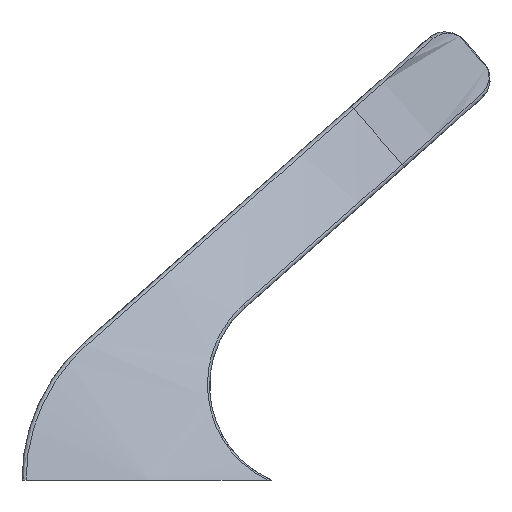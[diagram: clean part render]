
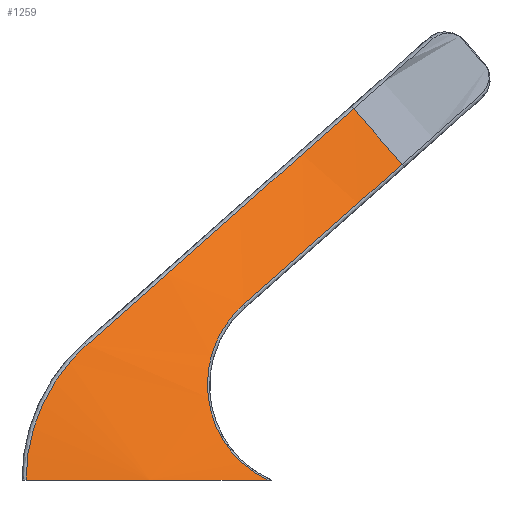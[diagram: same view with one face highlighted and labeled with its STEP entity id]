
A CAD part, left-side view. The second image highlights one B-rep face of the part: STEP entity #1259.
In plain terms, the highlighted cylindrical face has radius 45.822 mm (diameter 91.644 mm), a partial arc.
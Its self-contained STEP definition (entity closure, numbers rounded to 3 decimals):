
#92 = CARTESIAN_POINT ( 'NONE',  ( -185.776, 3.531, 3.861 ) ) ;
#102 = CARTESIAN_POINT ( 'NONE',  ( -168., -7.615, 18.46 ) ) ;
#128 = CARTESIAN_POINT ( 'NONE',  ( -189.663, 14.258, 1.544 ) ) ;
#135 = CARTESIAN_POINT ( 'NONE',  ( -189.89, 14.364, 0.389 ) ) ;
#167 = CARTESIAN_POINT ( 'NONE',  ( -145.534, 22.294, -8.005 ) ) ;
#184 = ORIENTED_EDGE ( 'NONE', *, *, #958, .T. ) ;
#212 = CARTESIAN_POINT ( 'NONE',  ( -188.748, 13.236, 4.762 ) ) ;
#232 = CARTESIAN_POINT ( 'NONE',  ( -187.798, 11.825, 6.904 ) ) ;
#264 = LINE ( 'NONE', #1399, #933 ) ;
#327 = ORIENTED_EDGE ( 'NONE', *, *, #566, .T. ) ;
#341 = CARTESIAN_POINT ( 'NONE',  ( -145.534, 10.608, -21.212 ) ) ;
#348 = VERTEX_POINT ( 'NONE', #1464 ) ;
#411 = CARTESIAN_POINT ( 'NONE',  ( -189.955, 14.363, 0. ) ) ;
#426 = DIRECTION ( 'NONE',  ( 0., 0.663, 0.749 ) ) ;
#467 = CARTESIAN_POINT ( 'NONE',  ( -186.095, 2.408, 1.692 ) ) ;
#474 = CARTESIAN_POINT ( 'NONE',  ( -185.84, 0.272, 0. ) ) ;
#480 = VERTEX_POINT ( 'NONE', #1711 ) ;
#497 = CARTESIAN_POINT ( 'NONE',  ( -186.096, 2.045, 1.279 ) ) ;
#519 = CYLINDRICAL_SURFACE ( 'NONE', #880, 45.822 ) ;
#521 = B_SPLINE_CURVE_WITH_KNOTS ( 'NONE', 3,
 ( #1644, #1507, #1337, #1219, #1760, #1787, #497, #467, #1435, #1400, #867, #92, #797, #680, #808, #939, #1442, #996, #1542, #579, #1253, #1291, #1145, #1006, #1728, #1518 ),
 .UNSPECIFIED., .F., .F.,
 ( 4, 2, 2, 2, 2, 2, 2, 2, 2, 2, 2, 2, 4 ),
 ( 0., 0.001, 0.002, 0.002, 0.003, 0.005, 0.006, 0.007, 0.007, 0.008, 0.01, 0.012, 0.013 ),
 .UNSPECIFIED. ) ;
#522 = CARTESIAN_POINT ( 'NONE',  ( -188.224, 12.476, 6.033 ) ) ;
#532 = CARTESIAN_POINT ( 'NONE',  ( -189.306, 13.946, 3.039 ) ) ;
#556 = DIRECTION ( 'NONE',  ( 0., 0.663, 0.749 ) ) ;
#566 = EDGE_CURVE ( 'NONE', #582, #480, #264, .T. ) ;
#579 = CARTESIAN_POINT ( 'NONE',  ( -184.527, 3.58, 7.17 ) ) ;
#582 = VERTEX_POINT ( 'NONE', #102 ) ;
#595 = CARTESIAN_POINT ( 'NONE',  ( -187.163, 10.801, 7.906 ) ) ;
#598 = DIRECTION ( 'NONE',  ( 0., 0.749, -0.663 ) ) ;
#616 =( BOUNDED_CURVE ( )  B_SPLINE_CURVE ( 3, ( #909, #623, #1363, #474 ),
 .UNSPECIFIED., .F., .T. ) 
 B_SPLINE_CURVE_WITH_KNOTS ( ( 4, 4 ),
 ( 1.819, 2.067 ),
 .UNSPECIFIED. ) 
 CURVE ( )  GEOMETRIC_REPRESENTATION_ITEM ( )  RATIONAL_B_SPLINE_CURVE ( ( 1., 0.995, 0.995, 1. ) ) 
 REPRESENTATION_ITEM ( '' )  );
#623 = CARTESIAN_POINT ( 'NONE',  ( -189.024, 9.451, 0. ) ) ;
#680 = CARTESIAN_POINT ( 'NONE',  ( -185.561, 3.702, 4.643 ) ) ;
#758 = CIRCLE ( 'NONE', #1600, 45.822 ) ;
#794 = VERTEX_POINT ( 'NONE', #595 ) ;
#797 = CARTESIAN_POINT ( 'NONE',  ( -185.709, 3.6, 4.124 ) ) ;
#808 = CARTESIAN_POINT ( 'NONE',  ( -185.48, 3.735, 4.902 ) ) ;
#867 = CARTESIAN_POINT ( 'NONE',  ( -185.948, 3.273, 3.092 ) ) ;
#880 = AXIS2_PLACEMENT_3D ( 'NONE', #341, #1066, #1094 ) ;
#883 = CARTESIAN_POINT ( 'NONE',  ( -185.84, 0.272, 0. ) ) ;
#894 = ORIENTED_EDGE ( 'NONE', *, *, #1456, .T. ) ;
#909 = CARTESIAN_POINT ( 'NONE',  ( -189.955, 14.363, 0. ) ) ;
#919 = EDGE_CURVE ( 'NONE', #1080, #348, #521, .T. ) ;
#933 = VECTOR ( 'NONE', #556, 1000. ) ;
#939 = CARTESIAN_POINT ( 'NONE',  ( -185.301, 3.77, 5.417 ) ) ;
#958 = EDGE_CURVE ( 'NONE', #794, #1165, #1698, .T. ) ;
#968 = DIRECTION ( 'NONE',  ( 0., -0.749, 0.663 ) ) ;
#996 = CARTESIAN_POINT ( 'NONE',  ( -184.993, 3.742, 6.184 ) ) ;
#1006 = CARTESIAN_POINT ( 'NONE',  ( -182.797, 2.288, 9.635 ) ) ;
#1010 = EDGE_LOOP ( 'NONE', ( #1662, #894, #327, #1826, #184, #1060 ) ) ;
#1060 = ORIENTED_EDGE ( 'NONE', *, *, #1304, .T. ) ;
#1066 = DIRECTION ( 'NONE',  ( 0., 0.663, 0.749 ) ) ;
#1080 = VERTEX_POINT ( 'NONE', #883 ) ;
#1094 = DIRECTION ( 'NONE',  ( 0., -0.749, 0.663 ) ) ;
#1097 = CARTESIAN_POINT ( 'NONE',  ( -189.1, 13.704, 3.748 ) ) ;
#1138 = CARTESIAN_POINT ( 'NONE',  ( -188.623, 13.06, 5.094 ) ) ;
#1145 = CARTESIAN_POINT ( 'NONE',  ( -183.412, 2.821, 8.909 ) ) ;
#1153 = CARTESIAN_POINT ( 'NONE',  ( -188.361, 12.681, 5.73 ) ) ;
#1165 = VERTEX_POINT ( 'NONE', #1766 ) ;
#1219 = CARTESIAN_POINT ( 'NONE',  ( -186.02, 1.213, 0.556 ) ) ;
#1253 = CARTESIAN_POINT ( 'NONE',  ( -184.27, 3.437, 7.633 ) ) ;
#1259 = ADVANCED_FACE ( 'NONE', ( #1516 ), #519, .T. ) ;
#1291 = CARTESIAN_POINT ( 'NONE',  ( -183.708, 3.055, 8.509 ) ) ;
#1304 = EDGE_CURVE ( 'NONE', #1165, #1080, #616, .T. ) ;
#1337 = CARTESIAN_POINT ( 'NONE',  ( -185.944, 0.755, 0.254 ) ) ;
#1338 = EDGE_CURVE ( 'NONE', #480, #794, #758, .T. ) ;
#1363 = CARTESIAN_POINT ( 'NONE',  ( -187.645, 4.729, 0. ) ) ;
#1374 = CARTESIAN_POINT ( 'NONE',  ( -187.163, 10.801, 7.906 ) ) ;
#1388 = CARTESIAN_POINT ( 'NONE',  ( -187.492, 11.338, 7.431 ) ) ;
#1399 = CARTESIAN_POINT ( 'NONE',  ( -168., -19.301, 5.253 ) ) ;
#1400 = CARTESIAN_POINT ( 'NONE',  ( -186.025, 3.037, 2.604 ) ) ;
#1435 = CARTESIAN_POINT ( 'NONE',  ( -186.085, 2.577, 1.914 ) ) ;
#1442 = CARTESIAN_POINT ( 'NONE',  ( -185.204, 3.771, 5.673 ) ) ;
#1456 = EDGE_CURVE ( 'NONE', #348, #582, #1804, .T. ) ;
#1464 = CARTESIAN_POINT ( 'NONE',  ( -182.144, 1.656, 10.256 ) ) ;
#1507 = CARTESIAN_POINT ( 'NONE',  ( -185.897, 0.517, 0.119 ) ) ;
#1516 = FACE_OUTER_BOUND ( 'NONE', #1010, .T. ) ;
#1518 = CARTESIAN_POINT ( 'NONE',  ( -182.144, 1.656, 10.256 ) ) ;
#1542 = CARTESIAN_POINT ( 'NONE',  ( -184.88, 3.712, 6.437 ) ) ;
#1600 = AXIS2_PLACEMENT_3D ( 'NONE', #1818, #1685, #968 ) ;
#1644 = CARTESIAN_POINT ( 'NONE',  ( -185.84, 0.272, 0. ) ) ;
#1662 = ORIENTED_EDGE ( 'NONE', *, *, #919, .T. ) ;
#1677 = CARTESIAN_POINT ( 'NONE',  ( -189.578, 14.194, 1.925 ) ) ;
#1685 = DIRECTION ( 'NONE',  ( 0., -0.663, -0.749 ) ) ;
#1698 = B_SPLINE_CURVE_WITH_KNOTS ( 'NONE', 3,
 ( #1374, #1388, #232, #522, #1153, #1138, #212, #1097, #532, #1677, #128, #1714, #135, #411 ),
 .UNSPECIFIED., .F., .F.,
 ( 4, 2, 2, 2, 2, 2, 4 ),
 ( 0., 0.002, 0.004, 0.005, 0.007, 0.008, 0.009 ),
 .UNSPECIFIED. ) ;
#1711 = CARTESIAN_POINT ( 'NONE',  ( -168., -4.766, 21.68 ) ) ;
#1714 = CARTESIAN_POINT ( 'NONE',  ( -189.819, 14.342, 0.776 ) ) ;
#1728 = CARTESIAN_POINT ( 'NONE',  ( -182.477, 1.988, 9.963 ) ) ;
#1743 = AXIS2_PLACEMENT_3D ( 'NONE', #167, #426, #598 ) ;
#1760 = CARTESIAN_POINT ( 'NONE',  ( -186.049, 1.435, 0.724 ) ) ;
#1766 = CARTESIAN_POINT ( 'NONE',  ( -189.955, 14.363, 0. ) ) ;
#1787 = CARTESIAN_POINT ( 'NONE',  ( -186.087, 1.85, 1.086 ) ) ;
#1804 = CIRCLE ( 'NONE', #1743, 45.822 ) ;
#1818 = CARTESIAN_POINT ( 'NONE',  ( -145.534, 25.143, -4.785 ) ) ;
#1826 = ORIENTED_EDGE ( 'NONE', *, *, #1338, .T. ) ;
